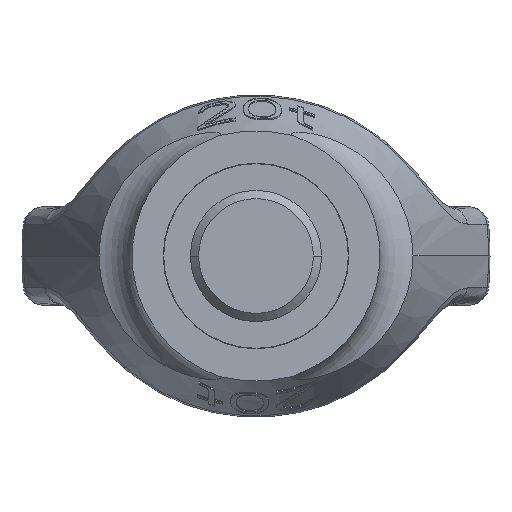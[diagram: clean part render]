
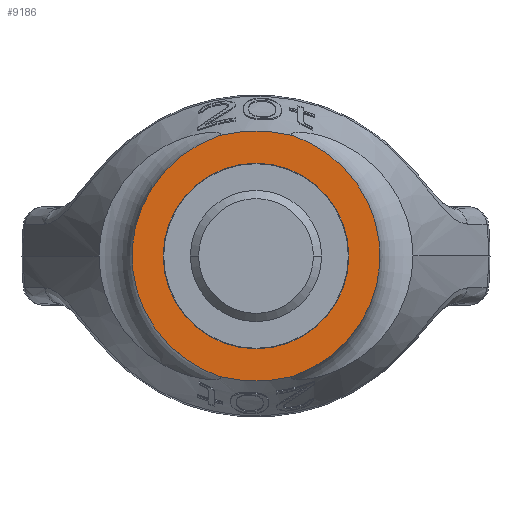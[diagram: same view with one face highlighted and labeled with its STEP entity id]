
A CAD part, front view. The second image highlights one B-rep face of the part: STEP entity #9186.
In plain terms, the highlighted planar face has unit normal (0, -1, 0).
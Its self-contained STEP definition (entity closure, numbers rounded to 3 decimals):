
#1790=CARTESIAN_POINT('',(17.781,0.,-58.812));
#1791=CARTESIAN_POINT('',(19.484,0.,-58.217));
#1792=CARTESIAN_POINT('',(22.818,0.,-56.898));
#1793=CARTESIAN_POINT('',(27.621,0.,-54.529));
#1794=CARTESIAN_POINT('',(32.183,0.,-51.797));
#1795=CARTESIAN_POINT('',(36.479,0.,-48.722));
#1796=CARTESIAN_POINT('',(40.483,0.,-45.329));
#1797=CARTESIAN_POINT('',(44.171,0.,-41.643));
#1798=CARTESIAN_POINT('',(47.523,0.,-37.692));
#1799=CARTESIAN_POINT('',(50.521,0.,-33.504));
#1800=CARTESIAN_POINT('',(53.15,0.,-29.107));
#1801=CARTESIAN_POINT('',(55.395,0.,-24.531));
#1802=CARTESIAN_POINT('',(57.247,0.,-19.804));
#1803=CARTESIAN_POINT('',(58.696,0.,-14.958));
#1804=CARTESIAN_POINT('',(59.735,0.,-10.022));
#1805=CARTESIAN_POINT('',(60.361,0.,-5.026));
#1806=CARTESIAN_POINT('',(60.57,0.,0.));
#1807=CARTESIAN_POINT('',(60.361,0.,5.026));
#1808=CARTESIAN_POINT('',(59.735,0.,10.022));
#1809=CARTESIAN_POINT('',(58.696,0.,14.958));
#1810=CARTESIAN_POINT('',(57.247,0.,19.804));
#1811=CARTESIAN_POINT('',(55.395,0.,24.531));
#1812=CARTESIAN_POINT('',(53.15,0.,29.107));
#1813=CARTESIAN_POINT('',(50.521,0.,33.504));
#1814=CARTESIAN_POINT('',(47.523,0.,37.692));
#1815=CARTESIAN_POINT('',(44.171,0.,41.643));
#1816=CARTESIAN_POINT('',(40.483,0.,45.329));
#1817=CARTESIAN_POINT('',(36.479,0.,48.722));
#1818=CARTESIAN_POINT('',(32.183,0.,51.797));
#1819=CARTESIAN_POINT('',(27.621,0.,54.529));
#1820=CARTESIAN_POINT('',(22.818,0.,56.898));
#1821=CARTESIAN_POINT('',(19.484,0.,58.217));
#1822=CARTESIAN_POINT('',(17.781,0.,58.812));
#1824=CARTESIAN_POINT('',(17.781,0.,-58.812));
#1825=CARTESIAN_POINT('',(16.225,0.,-59.202));
#1826=CARTESIAN_POINT('',(10.384,0.,-60.462));
#1827=CARTESIAN_POINT('',(0.,0.,-61.393));
#1828=CARTESIAN_POINT('',(-10.384,0.,-60.462));
#1829=CARTESIAN_POINT('',(-16.225,0.,-59.202));
#1830=CARTESIAN_POINT('',(-17.781,0.,-58.812));
#1832=CARTESIAN_POINT('',(17.781,0.,58.812));
#1833=CARTESIAN_POINT('',(16.225,0.,59.202));
#1834=CARTESIAN_POINT('',(10.384,0.,60.462));
#1835=CARTESIAN_POINT('',(0.,0.,61.393));
#1836=CARTESIAN_POINT('',(-10.384,0.,60.462));
#1837=CARTESIAN_POINT('',(-16.225,0.,59.202));
#1838=CARTESIAN_POINT('',(-17.781,0.,58.812));
#1840=CARTESIAN_POINT('',(0.,0.,0.));
#1841=DIRECTION('',(0.,-1.,0.));
#1842=DIRECTION('',(1.,0.,0.));
#1843=AXIS2_PLACEMENT_3D('',#1840,#1841,#1842);
#1845=CARTESIAN_POINT('',(0.,0.,0.));
#1846=DIRECTION('',(0.,-1.,0.));
#1847=DIRECTION('',(-1.,0.,0.));
#1848=AXIS2_PLACEMENT_3D('',#1845,#1846,#1847);
#1850=CARTESIAN_POINT('',(-17.781,0.,58.812));
#1851=CARTESIAN_POINT('',(-19.484,0.,58.217));
#1852=CARTESIAN_POINT('',(-22.818,0.,56.898));
#1853=CARTESIAN_POINT('',(-27.621,0.,54.529));
#1854=CARTESIAN_POINT('',(-32.183,0.,51.797));
#1855=CARTESIAN_POINT('',(-36.479,0.,48.722));
#1856=CARTESIAN_POINT('',(-40.483,0.,45.329));
#1857=CARTESIAN_POINT('',(-44.171,0.,41.643));
#1858=CARTESIAN_POINT('',(-47.523,0.,37.692));
#1859=CARTESIAN_POINT('',(-50.521,0.,33.504));
#1860=CARTESIAN_POINT('',(-53.15,0.,29.107));
#1861=CARTESIAN_POINT('',(-55.395,0.,24.531));
#1862=CARTESIAN_POINT('',(-57.247,0.,19.804));
#1863=CARTESIAN_POINT('',(-58.696,0.,14.958));
#1864=CARTESIAN_POINT('',(-59.735,0.,10.022));
#1865=CARTESIAN_POINT('',(-60.361,0.,5.026));
#1866=CARTESIAN_POINT('',(-60.57,0.,0.));
#1867=CARTESIAN_POINT('',(-60.361,0.,-5.026));
#1868=CARTESIAN_POINT('',(-59.735,0.,-10.022));
#1869=CARTESIAN_POINT('',(-58.696,0.,-14.958));
#1870=CARTESIAN_POINT('',(-57.247,0.,-19.804));
#1871=CARTESIAN_POINT('',(-55.395,0.,-24.531));
#1872=CARTESIAN_POINT('',(-53.15,0.,-29.107));
#1873=CARTESIAN_POINT('',(-50.521,0.,-33.504));
#1874=CARTESIAN_POINT('',(-47.523,0.,-37.692));
#1875=CARTESIAN_POINT('',(-44.171,0.,-41.643));
#1876=CARTESIAN_POINT('',(-40.483,0.,-45.329));
#1877=CARTESIAN_POINT('',(-36.479,0.,-48.722));
#1878=CARTESIAN_POINT('',(-32.183,0.,-51.797));
#1879=CARTESIAN_POINT('',(-27.621,0.,-54.529));
#1880=CARTESIAN_POINT('',(-22.818,0.,-56.898));
#1881=CARTESIAN_POINT('',(-19.484,0.,-58.217));
#1882=CARTESIAN_POINT('',(-17.781,0.,-58.812));
#6963=CARTESIAN_POINT('',(45.25,0.,0.));
#6964=CARTESIAN_POINT('',(-45.25,0.,0.));
#6965=VERTEX_POINT('',#6963);
#6966=VERTEX_POINT('',#6964);
#7299=VERTEX_POINT('',#1832);
#7300=VERTEX_POINT('',#1838);
#7309=VERTEX_POINT('',#1824);
#7310=VERTEX_POINT('',#1830);
#9168=CARTESIAN_POINT('',(-67.158,0.,0.));
#9169=DIRECTION('',(0.,-1.,0.));
#9170=DIRECTION('',(1.,0.,0.));
#9171=AXIS2_PLACEMENT_3D('',#9168,#9169,#9170);
#9172=PLANE('',#9171);
#9173=ORIENTED_EDGE('',*,*,#9161,.F.);
#9174=ORIENTED_EDGE('',*,*,#8416,.T.);
#9176=ORIENTED_EDGE('',*,*,#9175,.F.);
#9177=ORIENTED_EDGE('',*,*,#8835,.F.);
#9178=EDGE_LOOP('',(#9173,#9174,#9176,#9177));
#9179=FACE_OUTER_BOUND('',#9178,.F.);
#9181=ORIENTED_EDGE('',*,*,#9180,.T.);
#9183=ORIENTED_EDGE('',*,*,#9182,.T.);
#9184=EDGE_LOOP('',(#9181,#9183));
#9185=FACE_BOUND('',#9184,.F.);
#9186=ADVANCED_FACE('',(#9179,#9185),#9172,.T.);
#1823=B_SPLINE_CURVE_WITH_KNOTS('',3,(#1790,#1791,#1792,#1793,#1794,#1795,#1796,
#1797,#1798,#1799,#1800,#1801,#1802,#1803,#1804,#1805,#1806,#1807,#1808,#1809,
#1810,#1811,#1812,#1813,#1814,#1815,#1816,#1817,#1818,#1819,#1820,#1821,#1822),
.UNSPECIFIED.,.F.,.F.,(4,1,1,1,1,1,1,1,1,1,1,1,1,1,1,1,1,1,1,1,1,1,1,1,1,1,1,1,
1,1,4),(0.,0.033,0.067,0.1,0.133,
0.167,0.2,0.233,0.267,0.3,
0.333,0.367,0.4,0.433,0.467,
0.5,0.533,0.567,0.6,0.633,
0.667,0.7,0.733,0.767,0.8,
0.833,0.867,0.9,0.933,0.967,
1.),.UNSPECIFIED.);
#1831=B_SPLINE_CURVE_WITH_KNOTS('',3,(#1824,#1825,#1826,#1827,#1828,#1829,
#1830),.UNSPECIFIED.,.F.,.F.,(4,1,1,1,4),(0.,0.135,0.5,
0.865,1.),.UNSPECIFIED.);
#1839=B_SPLINE_CURVE_WITH_KNOTS('',3,(#1832,#1833,#1834,#1835,#1836,#1837,
#1838),.UNSPECIFIED.,.F.,.F.,(4,1,1,1,4),(0.,0.135,0.5,
0.865,1.),.UNSPECIFIED.);
#1844=CIRCLE('',#1843,45.25);
#1849=CIRCLE('',#1848,45.25);
#1883=B_SPLINE_CURVE_WITH_KNOTS('',3,(#1850,#1851,#1852,#1853,#1854,#1855,#1856,
#1857,#1858,#1859,#1860,#1861,#1862,#1863,#1864,#1865,#1866,#1867,#1868,#1869,
#1870,#1871,#1872,#1873,#1874,#1875,#1876,#1877,#1878,#1879,#1880,#1881,#1882),
.UNSPECIFIED.,.F.,.F.,(4,1,1,1,1,1,1,1,1,1,1,1,1,1,1,1,1,1,1,1,1,1,1,1,1,1,1,1,
1,1,4),(0.,0.033,0.067,0.1,0.133,
0.167,0.2,0.233,0.267,0.3,
0.333,0.367,0.4,0.433,0.467,
0.5,0.533,0.567,0.6,0.633,
0.667,0.7,0.733,0.767,0.8,
0.833,0.867,0.9,0.933,0.967,
1.),.UNSPECIFIED.);
#8416=EDGE_CURVE('',#7309,#7310,#1831,.T.);
#8835=EDGE_CURVE('',#7299,#7300,#1839,.T.);
#9161=EDGE_CURVE('',#7309,#7299,#1823,.T.);
#9175=EDGE_CURVE('',#7300,#7310,#1883,.T.);
#9180=EDGE_CURVE('',#6965,#6966,#1844,.T.);
#9182=EDGE_CURVE('',#6966,#6965,#1849,.T.);
